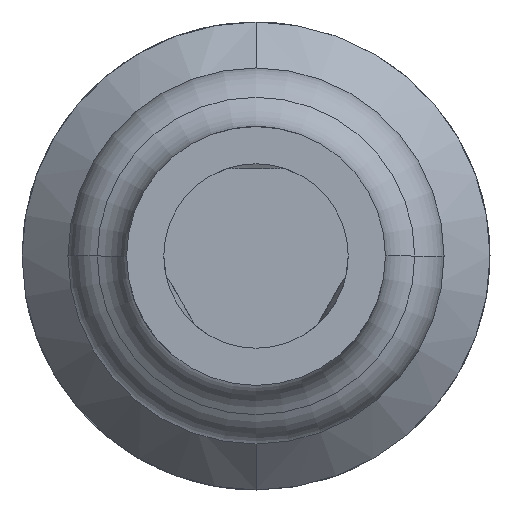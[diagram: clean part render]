
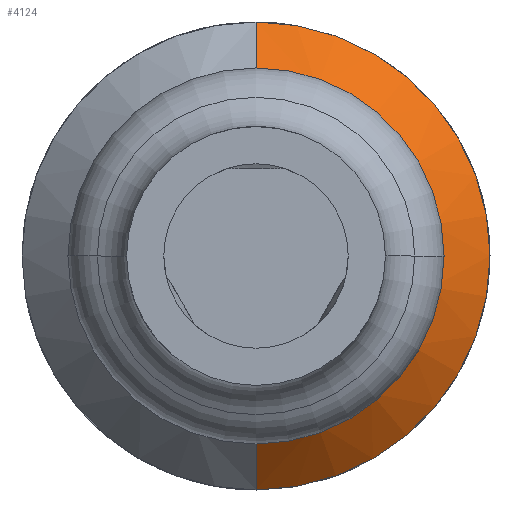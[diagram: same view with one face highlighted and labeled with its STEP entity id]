
A CAD part, front view. The second image highlights one B-rep face of the part: STEP entity #4124.
In plain terms, the highlighted conical face has half-angle 45 degrees and reference radius 0.45 mm.
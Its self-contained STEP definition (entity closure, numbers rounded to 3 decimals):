
#293 = ORIENTED_EDGE ( 'NONE', *, *, #5658, .T. ) ;
#310 = CARTESIAN_POINT ( 'NONE',  ( 0., 6.8, 0.85 ) ) ;
#338 = EDGE_CURVE ( 'Defeature ausgef�hrt1_45+Defeature ausgef�hrt1_44+Defeature ausgef�hrt1_44+Defeature ausgef�hrt1_44', #3057, #2381, #5276, .T. ) ;
#593 = CARTESIAN_POINT ( 'NONE',  ( 0., 6.8, 0. ) ) ;
#778 = AXIS2_PLACEMENT_3D ( 'NONE', #1310, #4825, #3281 ) ;
#961 = ORIENTED_EDGE ( 'NONE', *, *, #2553, .T. ) ;
#1196 = DIRECTION ( 'NONE',  ( 0., 0., 1. ) ) ;
#1310 = CARTESIAN_POINT ( 'NONE',  ( 0., 6.4, 0. ) ) ;
#1476 = CARTESIAN_POINT ( 'NONE',  ( 0., 6.4, -0.45 ) ) ;
#1781 = FACE_OUTER_BOUND ( 'NONE', #4555, .T. ) ;
#1866 = CIRCLE ( 'NONE', #778, 0.45 ) ;
#1963 = CARTESIAN_POINT ( 'NONE',  ( 0., 6.4, 0.45 ) ) ;
#2044 = CARTESIAN_POINT ( 'NONE',  ( 0., 6.8, -0.85 ) ) ;
#2150 = AXIS2_PLACEMENT_3D ( 'NONE', #4736, #3189, #1196 ) ;
#2381 = VERTEX_POINT ( 'NONE', #2044 ) ;
#2485 = CONICAL_SURFACE ( 'NONE', #2150, 0.45, 0.785 ) ;
#2553 = EDGE_CURVE ( 'Defeature ausgef�hrt1_44+Defeature ausgef�hrt1_43+Defeature ausgef�hrt1_43+Defeature ausgef�hrt1_43', #4527, #4468, #1866, .T. ) ;
#3008 = VECTOR ( 'NONE', #4706, 1000. ) ;
#3057 = VERTEX_POINT ( 'NONE', #310 ) ;
#3171 = DIRECTION ( 'NONE',  ( 0., 0., 1. ) ) ;
#3189 = DIRECTION ( 'NONE',  ( 0., 1., 0. ) ) ;
#3281 = DIRECTION ( 'NONE',  ( 0., 0., 1. ) ) ;
#3444 = DIRECTION ( 'NONE',  ( 0., 0.707, 0.707 ) ) ;
#3587 = DIRECTION ( 'NONE',  ( 0., 1., 0. ) ) ;
#3691 = CARTESIAN_POINT ( 'NONE',  ( 0., 6.4, -0.45 ) ) ;
#4001 = CARTESIAN_POINT ( 'NONE',  ( 0., 6.4, 0.45 ) ) ;
#4123 = ORIENTED_EDGE ( 'NONE', *, *, #4796, .F. ) ;
#4124 = ADVANCED_FACE ( 'Defeature ausgef�hrt1_44', ( #1781 ), #2485, .T. ) ;
#4167 = AXIS2_PLACEMENT_3D ( 'NONE', #593, #3587, #3171 ) ;
#4277 = VECTOR ( 'NONE', #3444, 1000. ) ;
#4468 = VERTEX_POINT ( 'NONE', #1476 ) ;
#4509 = LINE ( 'NONE', #3691, #3008 ) ;
#4527 = VERTEX_POINT ( 'NONE', #4001 ) ;
#4555 = EDGE_LOOP ( 'NONE', ( #961, #293, #6147, #4123 ) ) ;
#4706 = DIRECTION ( 'NONE',  ( 0., 0.707, -0.707 ) ) ;
#4736 = CARTESIAN_POINT ( 'NONE',  ( 0., 6.4, 0. ) ) ;
#4796 = EDGE_CURVE ( 'NONE', #4527, #3057, #6065, .T. ) ;
#4825 = DIRECTION ( 'NONE',  ( 0., 1., 0. ) ) ;
#5276 = CIRCLE ( 'NONE', #4167, 0.85 ) ;
#5658 = EDGE_CURVE ( 'NONE', #4468, #2381, #4509, .T. ) ;
#6065 = LINE ( 'NONE', #1963, #4277 ) ;
#6147 = ORIENTED_EDGE ( 'NONE', *, *, #338, .F. ) ;
